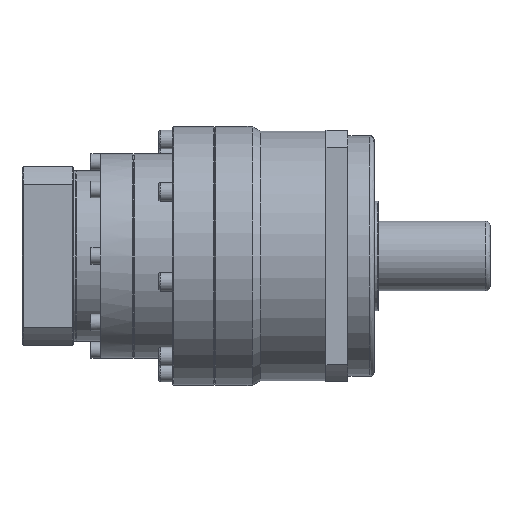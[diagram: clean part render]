
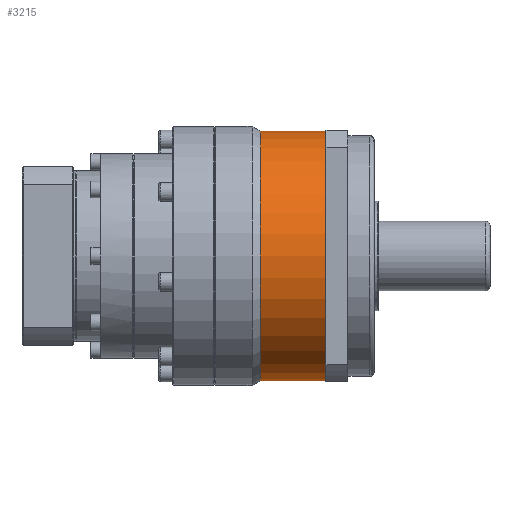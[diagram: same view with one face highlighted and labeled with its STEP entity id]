
A CAD part, front view. The second image highlights one B-rep face of the part: STEP entity #3215.
In plain terms, the highlighted cylindrical face has radius 57 mm (diameter 114 mm), a partial arc.
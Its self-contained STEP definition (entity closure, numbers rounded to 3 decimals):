
#437 = ORIENTED_EDGE ( 'NONE', *, *, #14966, .T. ) ;
#2263 = EDGE_CURVE ( 'NONE', #14942, #13766, #19914, .T. ) ;
#2412 = AXIS2_PLACEMENT_3D ( 'NONE', #15048, #14037, #12753 ) ;
#2726 = CARTESIAN_POINT ( 'NONE',  ( -75., 0., 0. ) ) ;
#3215 = ADVANCED_FACE ( 'NONE', ( #10931 ), #18595, .T. ) ;
#3851 = VECTOR ( 'NONE', #23894, 1000. ) ;
#4633 = DIRECTION ( 'NONE',  ( 0., 0., 1. ) ) ;
#5553 = DIRECTION ( 'NONE',  ( -1., 0., 0. ) ) ;
#6536 = DIRECTION ( 'NONE',  ( 0., 0., 1. ) ) ;
#6778 = DIRECTION ( 'NONE',  ( 1., 0., 0. ) ) ;
#6861 = CARTESIAN_POINT ( 'NONE',  ( -105., 0., 0. ) ) ;
#8068 = ORIENTED_EDGE ( 'NONE', *, *, #2263, .T. ) ;
#8895 = LINE ( 'NONE', #23817, #3851 ) ;
#8978 = VECTOR ( 'NONE', #5553, 1000. ) ;
#9141 = CARTESIAN_POINT ( 'NONE',  ( -75., 0., -57. ) ) ;
#9450 = AXIS2_PLACEMENT_3D ( 'NONE', #6861, #6778, #6536 ) ;
#9916 = EDGE_CURVE ( 'NONE', #23706, #23126, #10065, .T. ) ;
#10041 = AXIS2_PLACEMENT_3D ( 'NONE', #2726, #16024, #4633 ) ;
#10065 = CIRCLE ( 'NONE', #10041, 57. ) ;
#10931 = FACE_OUTER_BOUND ( 'NONE', #11594, .T. ) ;
#11594 = EDGE_LOOP ( 'NONE', ( #12583, #18946, #437, #8068 ) ) ;
#11986 = EDGE_CURVE ( 'NONE', #23706, #13766, #23462, .T. ) ;
#12583 = ORIENTED_EDGE ( 'NONE', *, *, #11986, .F. ) ;
#12753 = DIRECTION ( 'NONE',  ( 0., 0., 1. ) ) ;
#13766 = VERTEX_POINT ( 'NONE', #15547 ) ;
#14037 = DIRECTION ( 'NONE',  ( -1., 0., 0. ) ) ;
#14942 = VERTEX_POINT ( 'NONE', #21663 ) ;
#14966 = EDGE_CURVE ( 'NONE', #23126, #14942, #8895, .T. ) ;
#15048 = CARTESIAN_POINT ( 'NONE',  ( -90., 0., 0. ) ) ;
#15547 = CARTESIAN_POINT ( 'NONE',  ( -105., 0., -57. ) ) ;
#16024 = DIRECTION ( 'NONE',  ( -1., 0., 0. ) ) ;
#16945 = CARTESIAN_POINT ( 'NONE',  ( -90., 0., -57. ) ) ;
#18595 = CYLINDRICAL_SURFACE ( 'NONE', #2412, 57. ) ;
#18946 = ORIENTED_EDGE ( 'NONE', *, *, #9916, .T. ) ;
#19914 = CIRCLE ( 'NONE', #9450, 57. ) ;
#21663 = CARTESIAN_POINT ( 'NONE',  ( -105., 0., 57. ) ) ;
#23126 = VERTEX_POINT ( 'NONE', #24125 ) ;
#23462 = LINE ( 'NONE', #16945, #8978 ) ;
#23706 = VERTEX_POINT ( 'NONE', #9141 ) ;
#23817 = CARTESIAN_POINT ( 'NONE',  ( -90., 0., 57. ) ) ;
#23894 = DIRECTION ( 'NONE',  ( -1., 0., 0. ) ) ;
#24125 = CARTESIAN_POINT ( 'NONE',  ( -75., 0., 57. ) ) ;
